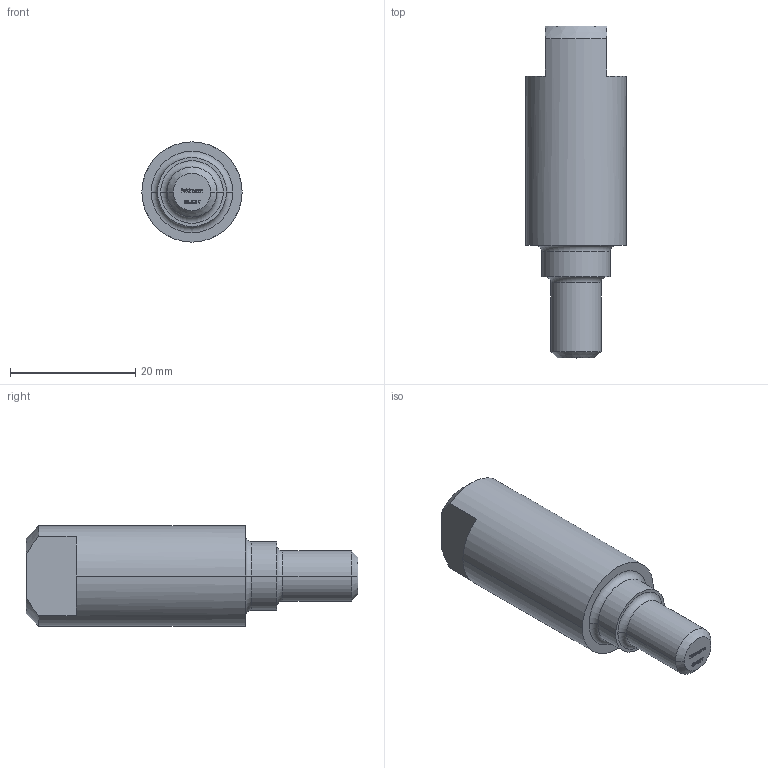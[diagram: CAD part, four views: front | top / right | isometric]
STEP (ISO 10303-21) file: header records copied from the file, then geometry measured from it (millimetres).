
FILE_DESCRIPTION (( 'STEP AP203' ), '1' );
FILE_NAME ('BR-STIFT.STEP', '2018-05-23T11:40:04', ( '' ), ( '' ), 'SwSTEP 2.0', 'SolidWorks 2015', '' );
FILE_SCHEMA (( 'CONFIG_CONTROL_DESIGN' ));
Length unit declared in the file: millimetre
Products named in the file (1): BR-STIFT
Bounding box: 16 x 53 x 16 mm (x, y, z)
Volume: 7686.9 mm3; surface area: 2557.6 mm2
Topology: 1 solids, 1 shells, 231 faces, 609 edges, 404 vertices
Faces by surface type: plane 140, bspline 77, cylinder 6, torus 4, cone 4
Entity records: 10846 total; most frequent: CARTESIAN_POINT 5558, ORIENTED_EDGE 1218, DIRECTION 789, EDGE_CURVE 609, LINE 423, VECTOR 423, VERTEX_POINT 404, EDGE_LOOP 255
